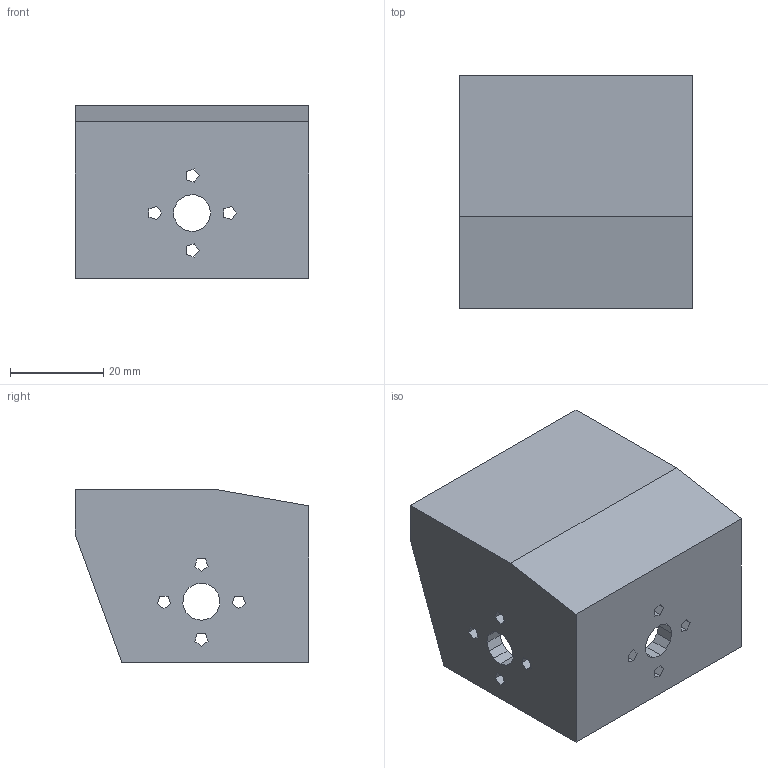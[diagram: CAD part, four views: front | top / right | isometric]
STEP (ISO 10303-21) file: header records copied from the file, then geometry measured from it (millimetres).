
FILE_DESCRIPTION(('FreeCAD Model'),'2;1');
FILE_NAME('hombro.step', '2014-09-10T14:06:46',('FreeCAD'),('FreeCAD'), 'Open CASCADE STEP processor 6.5','FreeCAD','Unknown');
FILE_SCHEMA(('AUTOMOTIVE_DESIGN_CC2 { 1 2 10303 214 -1 1 5 4 }'));
Length unit declared in the file: millimetre
Products named in the file (1): Open CASCADE STEP translator 6.5 5
Bounding box: 50 x 50 x 37 mm (x, y, z)
Surface area: 14668.5 mm2 (no closed solid volume)
Topology: 0 solids, 1 shells, 116 faces, 342 edges, 228 vertices
Faces by surface type: plane 116
Entity records: 8302 total; most frequent: CARTESIAN_POINT 1371, DIRECTION 1260, LINE 1026, VECTOR 1026, ORIENTED_EDGE 684, PCURVE 684, DEFINITIONAL_REPRESENTATION 684, EDGE_CURVE 342
